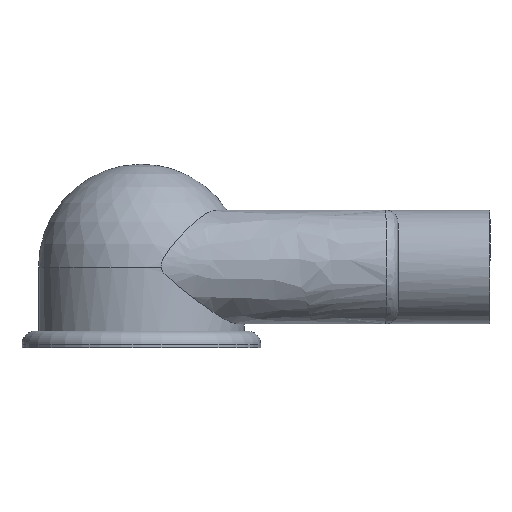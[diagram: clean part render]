
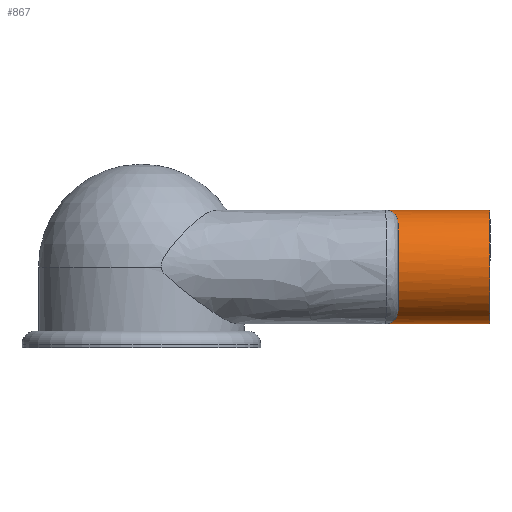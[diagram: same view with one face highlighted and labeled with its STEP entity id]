
A CAD part, front view. The second image highlights one B-rep face of the part: STEP entity #867.
In plain terms, the highlighted cylindrical face has radius 7.874 mm (diameter 15.748 mm), a partial arc.
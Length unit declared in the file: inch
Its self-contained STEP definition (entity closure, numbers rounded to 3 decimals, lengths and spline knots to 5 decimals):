
#10 = CARTESIAN_POINT ( 'NONE',  ( 2.35928, 0.93724, 0.13642 ) ) ;
#17 = VERTEX_POINT ( 'NONE', #862 ) ;
#24 = B_SPLINE_CURVE_WITH_KNOTS ( 'NONE', 3,
 ( #2156, #2357, #1051, #1506, #850, #2558, #2172, #2571, #215, #1080, #2370, #410, #203, #175, #1942, #229, #1957, #1281 ),
 .UNSPECIFIED., .F., .F.,
 ( 4, 2, 2, 2, 1, 1, 1, 1, 2, 2, 4 ),
 ( 0., 0.25, 0.375, 0.4375, 0.46875, 0.48437, 0.49219, 0.49609, 0.49805, 0.5, 1. ),
 .UNSPECIFIED. ) ;
#111 = CARTESIAN_POINT ( 'NONE',  ( 2.39303, 0.84653, 0.71007 ) ) ;
#136 = ORIENTED_EDGE ( 'NONE', *, *, #2779, .T. ) ;
#175 = CARTESIAN_POINT ( 'NONE',  ( 2.35857, 0.93883, 0.7439 ) ) ;
#201 = CARTESIAN_POINT ( 'NONE',  ( 2.33655, 0.98622, 0.13 ) ) ;
#203 = CARTESIAN_POINT ( 'NONE',  ( 2.35852, 0.93893, 0.74393 ) ) ;
#208 = VERTEX_POINT ( 'NONE', #2655 ) ;
#212 = EDGE_LOOP ( 'NONE', ( #458, #1240, #444, #1644, #136, #2084, #2389, #2256 ) ) ;
#215 = CARTESIAN_POINT ( 'NONE',  ( 2.35725, 0.94175, 0.74448 ) ) ;
#229 = CARTESIAN_POINT ( 'NONE',  ( 2.36925, 0.9151, 0.73912 ) ) ;
#387 = CARTESIAN_POINT ( 'NONE',  ( 2.389, 0.86265, 0.16157 ) ) ;
#393 = CARTESIAN_POINT ( 'NONE',  ( 2.3707, 0.911, 0.143 ) ) ;
#410 = CARTESIAN_POINT ( 'NONE',  ( 2.35845, 0.93909, 0.74396 ) ) ;
#437 = CARTESIAN_POINT ( 'NONE',  ( 2.35876, 0.93841, 0.13618 ) ) ;
#444 = ORIENTED_EDGE ( 'NONE', *, *, #647, .T. ) ;
#458 = ORIENTED_EDGE ( 'NONE', *, *, #2157, .F. ) ;
#483 = DIRECTION ( 'NONE',  ( -1., 0., 0. ) ) ;
#512 = CARTESIAN_POINT ( 'NONE',  ( 2.39993, 0.7968, 0.67521 ) ) ;
#523 = CARTESIAN_POINT ( 'NONE',  ( 2.9, 1., 0.75 ) ) ;
#529 = DIRECTION ( 'NONE',  ( 1., 0., 0. ) ) ;
#537 = DIRECTION ( 'NONE',  ( 1., 0., 0. ) ) ;
#558 = EDGE_CURVE ( 'NONE', #208, #2431, #876, .T. ) ;
#570 = CARTESIAN_POINT ( 'NONE',  ( 2.4, 0.78086, 0.22055 ) ) ;
#612 = CARTESIAN_POINT ( 'NONE',  ( 2.38351, 0.87825, 0.15492 ) ) ;
#618 = CARTESIAN_POINT ( 'NONE',  ( 2.36498, 0.92436, 0.13936 ) ) ;
#628 = VERTEX_POINT ( 'NONE', #2502 ) ;
#633 = CARTESIAN_POINT ( 'NONE',  ( 2.34222, 0.97418, 0.1309 ) ) ;
#647 = EDGE_CURVE ( 'NONE', #628, #901, #1394, .T. ) ;
#805 = VERTEX_POINT ( 'NONE', #1468 ) ;
#811 = CYLINDRICAL_SURFACE ( 'NONE', #1734, 0.31 ) ;
#836 = CARTESIAN_POINT ( 'NONE',  ( 2.36097, 0.93346, 0.13722 ) ) ;
#848 = CARTESIAN_POINT ( 'NONE',  ( 2.3685, 0.91622, 0.14148 ) ) ;
#850 = CARTESIAN_POINT ( 'NONE',  ( 2.35149, 0.95429, 0.74664 ) ) ;
#862 = CARTESIAN_POINT ( 'NONE',  ( 2.38351, 0.87825, 0.15492 ) ) ;
#867 = ADVANCED_FACE ( 'NONE', ( #2752 ), #811, .T. ) ;
#876 = CIRCLE ( 'NONE', #1465, 0.31 ) ;
#901 = VERTEX_POINT ( 'NONE', #2188 ) ;
#918 = CARTESIAN_POINT ( 'NONE',  ( 2.38351, 0.87825, 0.72508 ) ) ;
#959 = CARTESIAN_POINT ( 'NONE',  ( 2.39853, 0.81353, 0.68843 ) ) ;
#1028 = B_SPLINE_CURVE_WITH_KNOTS ( 'NONE', 3,
 ( #2048, #1197, #111, #959, #512, #1806 ),
 .UNSPECIFIED., .F., .F.,
 ( 4, 2, 4 ),
 ( 0., 0.5, 1. ),
 .UNSPECIFIED. ) ;
#1051 = CARTESIAN_POINT ( 'NONE',  ( 2.34217, 0.97427, 0.7491 ) ) ;
#1080 = CARTESIAN_POINT ( 'NONE',  ( 2.35795, 0.94021, 0.74418 ) ) ;
#1178 = VERTEX_POINT ( 'NONE', #918 ) ;
#1197 = CARTESIAN_POINT ( 'NONE',  ( 2.38894, 0.86281, 0.7185 ) ) ;
#1240 = ORIENTED_EDGE ( 'NONE', *, *, #2516, .F. ) ;
#1250 = CARTESIAN_POINT ( 'NONE',  ( 2.35904, 0.93779, 0.13631 ) ) ;
#1266 = CARTESIAN_POINT ( 'NONE',  ( 2.35985, 0.93598, 0.13668 ) ) ;
#1279 = CARTESIAN_POINT ( 'NONE',  ( 2.38351, 0.87825, 0.15492 ) ) ;
#1281 = CARTESIAN_POINT ( 'NONE',  ( 2.38351, 0.87825, 0.72508 ) ) ;
#1295 = CARTESIAN_POINT ( 'NONE',  ( 2.38048, 0.8867, 0.1513 ) ) ;
#1355 = DIRECTION ( 'NONE',  ( 0., 0., 1. ) ) ;
#1394 = LINE ( 'NONE', #523, #2321 ) ;
#1403 = DIRECTION ( 'NONE',  ( 0., 0., 1. ) ) ;
#1428 = DIRECTION ( 'NONE',  ( -1., 0., 0. ) ) ;
#1444 = CARTESIAN_POINT ( 'NONE',  ( 2.9, 1., 0.13 ) ) ;
#1465 = AXIS2_PLACEMENT_3D ( 'NONE', #2714, #537, #2727 ) ;
#1468 = CARTESIAN_POINT ( 'NONE',  ( 2.33, 1., 0.13 ) ) ;
#1477 = CARTESIAN_POINT ( 'NONE',  ( 2.4, 0.78086, 0.22055 ) ) ;
#1489 = CARTESIAN_POINT ( 'NONE',  ( 2.35179, 0.95369, 0.13331 ) ) ;
#1506 = CARTESIAN_POINT ( 'NONE',  ( 2.34933, 0.95895, 0.74731 ) ) ;
#1644 = ORIENTED_EDGE ( 'NONE', *, *, #2343, .T. ) ;
#1734 = AXIS2_PLACEMENT_3D ( 'NONE', #2647, #483, #1355 ) ;
#1806 = CARTESIAN_POINT ( 'NONE',  ( 2.4, 0.78092, 0.65901 ) ) ;
#1896 = CARTESIAN_POINT ( 'NONE',  ( 2.36317, 0.9285, 0.13833 ) ) ;
#1931 = CARTESIAN_POINT ( 'NONE',  ( 2.39312, 0.84632, 0.17005 ) ) ;
#1942 = CARTESIAN_POINT ( 'NONE',  ( 2.35858, 0.93881, 0.7439 ) ) ;
#1957 = CARTESIAN_POINT ( 'NONE',  ( 2.37755, 0.89498, 0.73224 ) ) ;
#2048 = CARTESIAN_POINT ( 'NONE',  ( 2.38351, 0.87825, 0.72508 ) ) ;
#2082 = EDGE_CURVE ( 'NONE', #2431, #17, #2433, .T. ) ;
#2084 = ORIENTED_EDGE ( 'NONE', *, *, #558, .T. ) ;
#2092 = CARTESIAN_POINT ( 'NONE',  ( 2.9, 1., 0.13 ) ) ;
#2119 = CARTESIAN_POINT ( 'NONE',  ( 2.39862, 0.81341, 0.19166 ) ) ;
#2125 = CARTESIAN_POINT ( 'NONE',  ( 2.33, 1., 0.13 ) ) ;
#2139 = CARTESIAN_POINT ( 'NONE',  ( 2.3769, 0.89594, 0.1478 ) ) ;
#2156 = CARTESIAN_POINT ( 'NONE',  ( 2.33, 1., 0.75 ) ) ;
#2157 = EDGE_CURVE ( 'NONE', #2250, #805, #2521, .T. ) ;
#2172 = CARTESIAN_POINT ( 'NONE',  ( 2.35533, 0.94596, 0.74526 ) ) ;
#2188 = CARTESIAN_POINT ( 'NONE',  ( 2.33, 1., 0.75 ) ) ;
#2215 = AXIS2_PLACEMENT_3D ( 'NONE', #2479, #529, #1403 ) ;
#2250 = VERTEX_POINT ( 'NONE', #2092 ) ;
#2253 = CIRCLE ( 'NONE', #2215, 0.31 ) ;
#2256 = ORIENTED_EDGE ( 'NONE', *, *, #2413, .T. ) ;
#2278 = B_SPLINE_CURVE_WITH_KNOTS ( 'NONE', 3,
 ( #1279, #1295, #2139, #393, #848, #618, #1896, #836, #1266, #10, #1250, #2383, #437, #2762, #1489, #633, #201, #2125 ),
 .UNSPECIFIED., .F., .F.,
 ( 4, 2, 2, 1, 1, 1, 1, 2, 2, 2, 4 ),
 ( 0., 0.25, 0.375, 0.4375, 0.46875, 0.48438, 0.49219, 0.49609, 0.5, 0.75, 1. ),
 .UNSPECIFIED. ) ;
#2321 = VECTOR ( 'NONE', #1428, 39.37008 ) ;
#2343 = EDGE_CURVE ( 'NONE', #901, #1178, #24, .T. ) ;
#2348 = DIRECTION ( 'NONE',  ( -1., 0., 0. ) ) ;
#2357 = CARTESIAN_POINT ( 'NONE',  ( 2.33653, 0.98627, 0.75 ) ) ;
#2370 = CARTESIAN_POINT ( 'NONE',  ( 2.35828, 0.93946, 0.74403 ) ) ;
#2383 = CARTESIAN_POINT ( 'NONE',  ( 2.35887, 0.93815, 0.13623 ) ) ;
#2389 = ORIENTED_EDGE ( 'NONE', *, *, #2082, .T. ) ;
#2413 = EDGE_CURVE ( 'NONE', #17, #805, #2278, .T. ) ;
#2431 = VERTEX_POINT ( 'NONE', #1477 ) ;
#2433 = B_SPLINE_CURVE_WITH_KNOTS ( 'NONE', 3,
 ( #570, #2768, #2119, #1931, #387, #612 ),
 .UNSPECIFIED., .F., .F.,
 ( 4, 2, 4 ),
 ( 0., 0.5, 1. ),
 .UNSPECIFIED. ) ;
#2479 = CARTESIAN_POINT ( 'NONE',  ( 2.9, 1., 0.44 ) ) ;
#2502 = CARTESIAN_POINT ( 'NONE',  ( 2.9, 1., 0.75 ) ) ;
#2516 = EDGE_CURVE ( 'NONE', #628, #2250, #2253, .T. ) ;
#2521 = LINE ( 'NONE', #1444, #2530 ) ;
#2530 = VECTOR ( 'NONE', #2348, 39.37008 ) ;
#2558 = CARTESIAN_POINT ( 'NONE',  ( 2.35441, 0.94796, 0.74561 ) ) ;
#2571 = CARTESIAN_POINT ( 'NONE',  ( 2.35662, 0.94312, 0.74474 ) ) ;
#2647 = CARTESIAN_POINT ( 'NONE',  ( 2.9, 1., 0.44 ) ) ;
#2655 = CARTESIAN_POINT ( 'NONE',  ( 2.4, 0.78092, 0.65901 ) ) ;
#2714 = CARTESIAN_POINT ( 'NONE',  ( 2.4, 1., 0.44 ) ) ;
#2727 = DIRECTION ( 'NONE',  ( 0., 0., 1. ) ) ;
#2752 = FACE_OUTER_BOUND ( 'NONE', #212, .T. ) ;
#2762 = CARTESIAN_POINT ( 'NONE',  ( 2.35569, 0.94523, 0.1348 ) ) ;
#2768 = CARTESIAN_POINT ( 'NONE',  ( 2.39999, 0.79682, 0.2048 ) ) ;
#2779 = EDGE_CURVE ( 'NONE', #1178, #208, #1028, .T. ) ;
